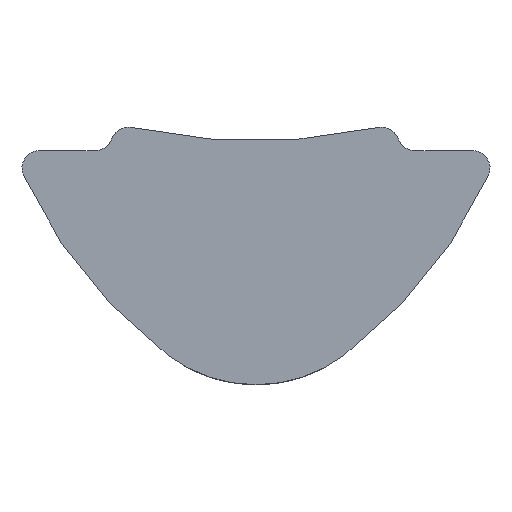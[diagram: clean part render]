
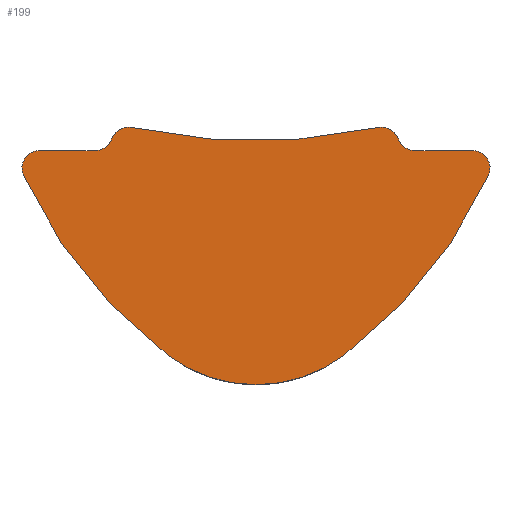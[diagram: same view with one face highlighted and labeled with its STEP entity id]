
A CAD part, front view. The second image highlights one B-rep face of the part: STEP entity #199.
In plain terms, the highlighted planar face has unit normal (0, -1, 0).
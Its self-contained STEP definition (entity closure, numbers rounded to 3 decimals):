
#131=EDGE_CURVE('',#233,#231,#354,.T.);
#133=EDGE_CURVE('',#257,#319,#356,.T.);
#135=EDGE_CURVE('',#323,#233,#358,.T.);
#137=VERTEX_POINT('',#360);
#143=EDGE_CURVE('',#245,#221,#367,.T.);
#151=VERTEX_POINT('',#375);
#155=EDGE_CURVE('',#319,#137,#379,.T.);
#171=VERTEX_POINT('',#396);
#189=EDGE_CURVE('',#289,#245,#417,.T.);
#197=VERTEX_POINT('',#425);
#199=ADVANCED_FACE('',(#427),#428,.T.);
#207=VERTEX_POINT('',#438);
#215=VERTEX_POINT('',#446);
#217=EDGE_CURVE('',#171,#197,#448,.T.);
#221=VERTEX_POINT('',#452);
#231=VERTEX_POINT('',#463);
#233=VERTEX_POINT('',#465);
#235=EDGE_CURVE('',#197,#151,#467,.T.);
#241=EDGE_CURVE('',#207,#171,#473,.T.);
#245=VERTEX_POINT('',#477);
#257=VERTEX_POINT('',#490);
#279=EDGE_CURVE('',#151,#323,#515,.T.);
#289=VERTEX_POINT('',#527);
#299=EDGE_CURVE('',#221,#207,#540,.T.);
#307=EDGE_CURVE('',#231,#257,#549,.T.);
#319=VERTEX_POINT('',#561);
#321=EDGE_CURVE('',#215,#289,#563,.T.);
#323=VERTEX_POINT('',#565);
#331=EDGE_CURVE('',#137,#215,#573,.T.);
#354=CIRCLE('',#589,0.3);
#356=CIRCLE('',#592,0.3);
#358=CIRCLE('',#595,8.);
#360=CARTESIAN_POINT('',(-2.167,-3.0,0.233));
#367=CIRCLE('',#607,0.3);
#375=CARTESIAN_POINT('',(1.52,-3.0,-3.665));
#379=CIRCLE('',#650,0.3);
#396=CARTESIAN_POINT('',(3.717,-3.0,-0.167));
#417=LINE('',#704,#705);
#425=CARTESIAN_POINT('',(3.99,-3.0,-0.592));
#427=FACE_OUTER_BOUND('',#718,.T.);
#428=PLANE('',#719);
#438=CARTESIAN_POINT('',(2.733,-3.0,-0.167));
#446=CARTESIAN_POINT('',(-2.135,-3.0,0.233));
#448=CIRCLE('',#747,0.3);
#452=CARTESIAN_POINT('',(2.45,-3.0,0.033));
#463=CARTESIAN_POINT('',(-3.683,-3.0,-0.167));
#465=CARTESIAN_POINT('',(-3.956,-3.0,-0.592));
#467=CIRCLE('',#776,8.);
#473=LINE('',#783,#784);
#477=CARTESIAN_POINT('',(2.167,-3.0,0.233));
#490=CARTESIAN_POINT('',(-2.733,-3.0,-0.167));
#515=CIRCLE('',#860,2.5);
#527=CARTESIAN_POINT('',(2.135,-3.0,0.233));
#540=CIRCLE('',#899,0.3);
#549=LINE('',#911,#912);
#561=CARTESIAN_POINT('',(-2.45,-3.0,0.033));
#563=CIRCLE('',#933,9.9);
#565=CARTESIAN_POINT('',(-1.485,-3.0,-3.665));
#573=LINE('',#963,#964);
#589=AXIS2_PLACEMENT_3D('',#985,#986,#987);
#592=AXIS2_PLACEMENT_3D('',#988,#989,#990);
#595=AXIS2_PLACEMENT_3D('',#991,#992,#993);
#607=AXIS2_PLACEMENT_3D('',#1003,#1004,#1005);
#650=AXIS2_PLACEMENT_3D('',#1007,#1008,#1009);
#704=CARTESIAN_POINT('',(2.135,-3.0,0.233));
#705=VECTOR('',#1057,1.0);
#718=EDGE_LOOP('',(#1063,#1064,#1065,#1066,#1067,#1068,#1069,#1070,#1071,#1072,#1073,#1074,#1075,#1076));
#719=AXIS2_PLACEMENT_3D('',#1077,#1078,#1079);
#747=AXIS2_PLACEMENT_3D('',#1097,#1098,#1099);
#776=AXIS2_PLACEMENT_3D('',#1109,#1110,#1111);
#783=CARTESIAN_POINT('',(2.733,-3.0,-0.167));
#784=VECTOR('',#1112,1.0);
#860=AXIS2_PLACEMENT_3D('',#1158,#1159,#1160);
#899=AXIS2_PLACEMENT_3D('',#1200,#1201,#1202);
#911=CARTESIAN_POINT('',(-3.683,-3.0,-0.167));
#912=VECTOR('',#1212,1.0);
#933=AXIS2_PLACEMENT_3D('',#1216,#1217,#1218);
#963=CARTESIAN_POINT('',(-2.167,-3.0,0.233));
#964=VECTOR('',#1222,1.0);
#985=CARTESIAN_POINT('',(-3.683,-3.0,-0.467));
#986=DIRECTION('',(-0.0,1.0,0.0));
#987=DIRECTION('',(0.,0.0,1.0));
#988=CARTESIAN_POINT('',(-2.733,-3.0,0.133));
#989=DIRECTION('',(0.0,-1.0,0.0));
#990=DIRECTION('',(0.,0.0,-1.));
#991=CARTESIAN_POINT('',(3.323,-3.0,2.729));
#992=DIRECTION('',(0.0,1.0,-0.0));
#993=DIRECTION('',(-0.91,-0.0,-0.415));
#1003=CARTESIAN_POINT('',(2.167,-3.0,-0.067));
#1004=DIRECTION('',(-0.0,1.0,0.0));
#1005=DIRECTION('',(0.943,0.0,0.333));
#1007=CARTESIAN_POINT('',(-2.167,-3.0,-0.067));
#1008=DIRECTION('',(0.0,1.0,-0.0));
#1009=DIRECTION('',(0.,0.0,1.));
#1057=DIRECTION('',(1.0,0.0,0.));
#1063=ORIENTED_EDGE('',*,*,#189,.F.);
#1064=ORIENTED_EDGE('',*,*,#321,.F.);
#1065=ORIENTED_EDGE('',*,*,#331,.F.);
#1066=ORIENTED_EDGE('',*,*,#155,.F.);
#1067=ORIENTED_EDGE('',*,*,#133,.F.);
#1068=ORIENTED_EDGE('',*,*,#307,.F.);
#1069=ORIENTED_EDGE('',*,*,#131,.F.);
#1070=ORIENTED_EDGE('',*,*,#135,.F.);
#1071=ORIENTED_EDGE('',*,*,#279,.F.);
#1072=ORIENTED_EDGE('',*,*,#235,.F.);
#1073=ORIENTED_EDGE('',*,*,#217,.F.);
#1074=ORIENTED_EDGE('',*,*,#241,.F.);
#1075=ORIENTED_EDGE('',*,*,#299,.F.);
#1076=ORIENTED_EDGE('',*,*,#143,.F.);
#1077=CARTESIAN_POINT('',(0.017,-3.0,-1.524));
#1078=DIRECTION('',(0.0,-1.0,0.0));
#1079=DIRECTION('',(1.0,0.0,0.0));
#1097=CARTESIAN_POINT('',(3.717,-3.0,-0.467));
#1098=DIRECTION('',(0.0,1.0,0.0));
#1099=DIRECTION('',(0.91,0.0,-0.415));
#1109=CARTESIAN_POINT('',(-3.288,-3.0,2.729));
#1110=DIRECTION('',(-0.0,1.0,0.0));
#1111=DIRECTION('',(0.601,0.0,-0.799));
#1112=DIRECTION('',(1.0,0.0,0.0));
#1158=CARTESIAN_POINT('',(0.017,-3.0,-1.667));
#1159=DIRECTION('',(0.0,1.0,-0.0));
#1160=DIRECTION('',(-0.601,-0.0,-0.799));
#1200=CARTESIAN_POINT('',(2.733,-3.0,0.133));
#1201=DIRECTION('',(0.0,-1.0,-0.0));
#1202=DIRECTION('',(-0.943,0.0,-0.333));
#1212=DIRECTION('',(1.0,0.0,0.0));
#1216=CARTESIAN_POINT('',(0.,-3.0,9.9));
#1217=DIRECTION('',(0.0,-1.0,-0.0));
#1218=DIRECTION('',(-0.216,0.0,-0.976));
#1222=DIRECTION('',(1.0,0.0,0.0));
